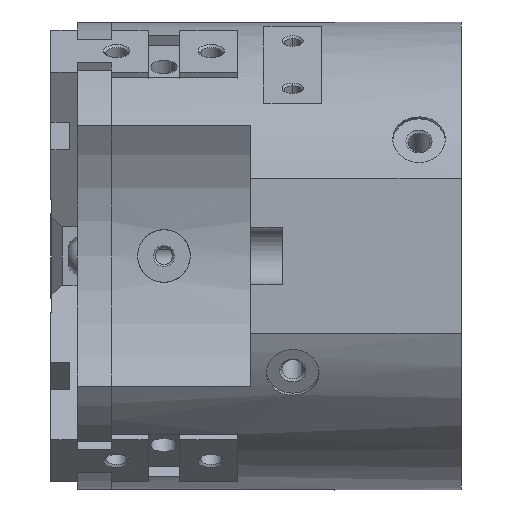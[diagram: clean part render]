
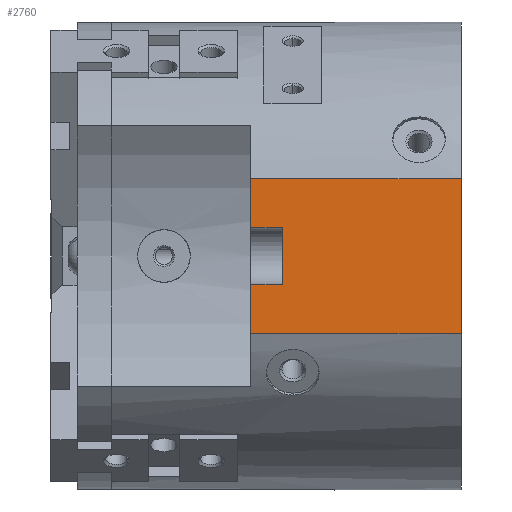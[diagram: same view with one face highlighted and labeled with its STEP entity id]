
A CAD part, left-side view. The second image highlights one B-rep face of the part: STEP entity #2760.
In plain terms, the highlighted planar face has unit normal (-1, 0, 0).
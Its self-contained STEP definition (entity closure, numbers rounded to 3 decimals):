
#2622 = VERTEX_POINT( '', #7270 );
#2760 = ADVANCED_FACE( '', ( #7427 ), #7428, .T. );
#2914 = VERTEX_POINT( '', #7604 );
#3230 = VERTEX_POINT( '', #7954 );
#3520 = EDGE_CURVE( '', #2914, #5722, #8271, .T. );
#3696 = EDGE_CURVE( '', #5566, #2914, #8465, .T. );
#4060 = EDGE_CURVE( '', #5778, #5852, #8874, .T. );
#5396 = VERTEX_POINT( '', #10371 );
#5566 = VERTEX_POINT( '', #10556 );
#5722 = VERTEX_POINT( '', #10730 );
#5766 = EDGE_CURVE( '', #5778, #5396, #10778, .T. );
#5778 = VERTEX_POINT( '', #10791 );
#5852 = VERTEX_POINT( '', #10875 );
#5894 = EDGE_CURVE( '', #5396, #2622, #10924, .T. );
#5944 = EDGE_CURVE( '', #2622, #5566, #10976, .T. );
#6146 = EDGE_CURVE( '', #5722, #3230, #11199, .T. );
#6330 = EDGE_CURVE( '', #3230, #5852, #11400, .T. );
#7270 = CARTESIAN_POINT( '', ( -42., 40., 14.705 ) );
#7427 = FACE_OUTER_BOUND( '', #12837, .T. );
#7428 = PLANE( '', #12838 );
#7604 = CARTESIAN_POINT( '', ( -42., 34., 5.5 ) );
#7954 = CARTESIAN_POINT( '', ( -42., 40., -5.5 ) );
#8271 = LINE( '', #14157, #14158 );
#8465 = LINE( '', #14461, #14462 );
#8874 = LINE( '', #15189, #15190 );
#10371 = CARTESIAN_POINT( '', ( -42., 0., 14.705 ) );
#10556 = CARTESIAN_POINT( '', ( -42., 40., 5.5 ) );
#10730 = CARTESIAN_POINT( '', ( -42., 34., -5.5 ) );
#10778 = LINE( '', #18025, #18026 );
#10791 = CARTESIAN_POINT( '', ( -42., 0., -14.705 ) );
#10875 = CARTESIAN_POINT( '', ( -42., 40., -14.705 ) );
#10924 = LINE( '', #18243, #18244 );
#10976 = LINE( '', #18321, #18322 );
#11199 = LINE( '', #18665, #18666 );
#11400 = LINE( '', #19125, #19126 );
#12837 = EDGE_LOOP( '', ( #20661, #20662, #20663, #20664, #20665, #20666, #20667, #20668 ) );
#12838 = AXIS2_PLACEMENT_3D( '', #20669, #20670, #20671 );
#14157 = CARTESIAN_POINT( '', ( -42., 34., 7.353 ) );
#14158 = VECTOR( '', #21617, 1. );
#14461 = CARTESIAN_POINT( '', ( -42., 20., 5.5 ) );
#14462 = VECTOR( '', #21835, 1. );
#15189 = CARTESIAN_POINT( '', ( -42., 0., -14.705 ) );
#15190 = VECTOR( '', #22355, 1. );
#18025 = CARTESIAN_POINT( '', ( -42., 0., -14.705 ) );
#18026 = VECTOR( '', #24556, 1. );
#18243 = CARTESIAN_POINT( '', ( -42., 0., 14.705 ) );
#18244 = VECTOR( '', #24771, 1. );
#18321 = CARTESIAN_POINT( '', ( -42., 40., 7.353 ) );
#18322 = VECTOR( '', #24810, 1. );
#18665 = CARTESIAN_POINT( '', ( -42., 20., -5.5 ) );
#18666 = VECTOR( '', #25065, 1. );
#19125 = CARTESIAN_POINT( '', ( -42., 40., 7.353 ) );
#19126 = VECTOR( '', #25277, 1. );
#20661 = ORIENTED_EDGE( '', *, *, #6146, .T. );
#20662 = ORIENTED_EDGE( '', *, *, #6330, .T. );
#20663 = ORIENTED_EDGE( '', *, *, #4060, .F. );
#20664 = ORIENTED_EDGE( '', *, *, #5766, .T. );
#20665 = ORIENTED_EDGE( '', *, *, #5894, .T. );
#20666 = ORIENTED_EDGE( '', *, *, #5944, .T. );
#20667 = ORIENTED_EDGE( '', *, *, #3696, .T. );
#20668 = ORIENTED_EDGE( '', *, *, #3520, .T. );
#20669 = CARTESIAN_POINT( '', ( -42., 0., 14.705 ) );
#20670 = DIRECTION( '', ( -1., 0., 0. ) );
#20671 = DIRECTION( '', ( 0., 0., 1. ) );
#21617 = DIRECTION( '', ( 0., 0., -1. ) );
#21835 = DIRECTION( '', ( 0., -1., 0. ) );
#22355 = DIRECTION( '', ( 0., 1., 0. ) );
#24556 = DIRECTION( '', ( 0., 0., 1. ) );
#24771 = DIRECTION( '', ( 0., 1., 0. ) );
#24810 = DIRECTION( '', ( 0., 0., -1. ) );
#25065 = DIRECTION( '', ( 0., 1., 0. ) );
#25277 = DIRECTION( '', ( 0., 0., -1. ) );
